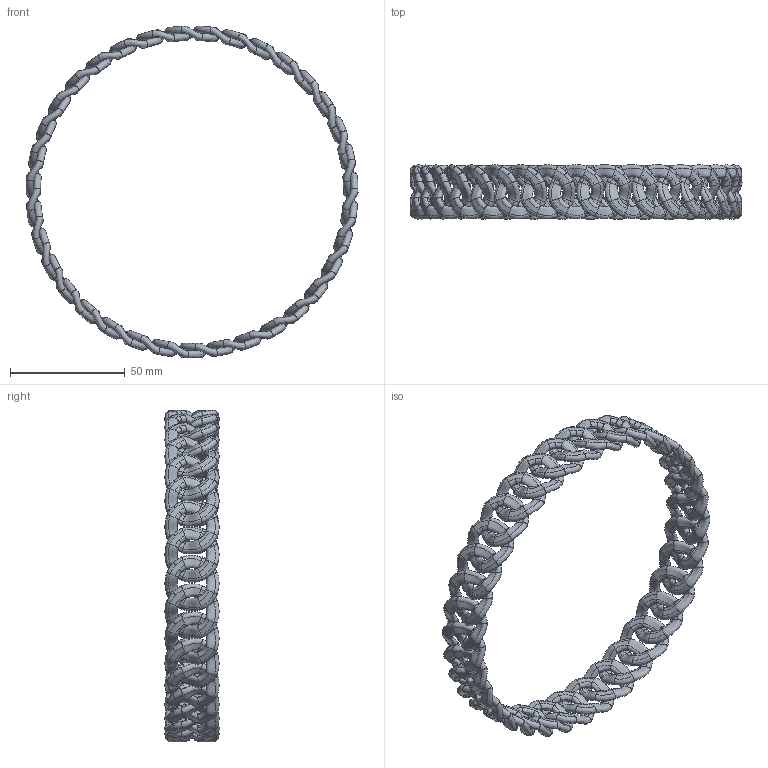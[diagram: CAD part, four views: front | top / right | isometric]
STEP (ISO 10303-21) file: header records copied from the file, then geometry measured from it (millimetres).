
FILE_DESCRIPTION(('FreeCAD Model'),'2;1');
FILE_NAME('Open CASCADE Shape Model','2025-05-04T09:03:26',('FreeCAD'),( 'FreeCAD'),'Open CASCADE STEP processor 7.6','FreeCAD','Unknown');
FILE_SCHEMA(('AUTOMOTIVE_DESIGN { 1 0 10303 214 1 1 1 1 }'));
Products named in the file (1): Open CASCADE STEP translator 7.6 1
Bounding box: 144.9 x 23.59 x 144.83 mm (x, y, z)
Volume: 29948.5 mm3; surface area: 30343 mm2
Topology: 35 solids, 35 shells, 1085 faces, 2695 edges, 1610 vertices
Faces by surface type: bspline 1085
Entity records: 161682 total; most frequent: CARTESIAN_POINT 145987, ORIENTED_EDGE 5390, EDGE_CURVE 2695, B_SPLINE_CURVE_WITH_KNOTS 2380, VERTEX_POINT 1610, ADVANCED_FACE 1085, FACE_BOUND 1085, EDGE_LOOP 1085
